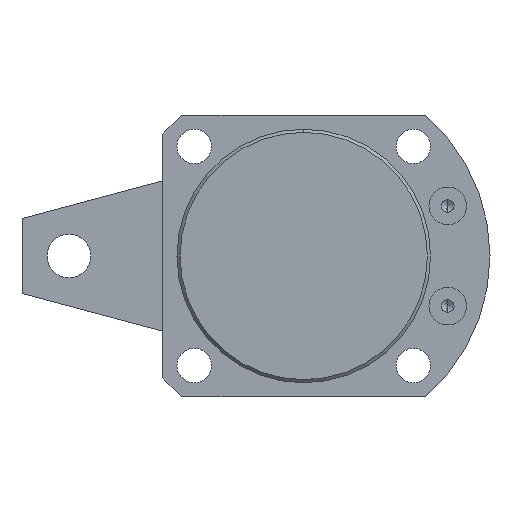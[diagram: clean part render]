
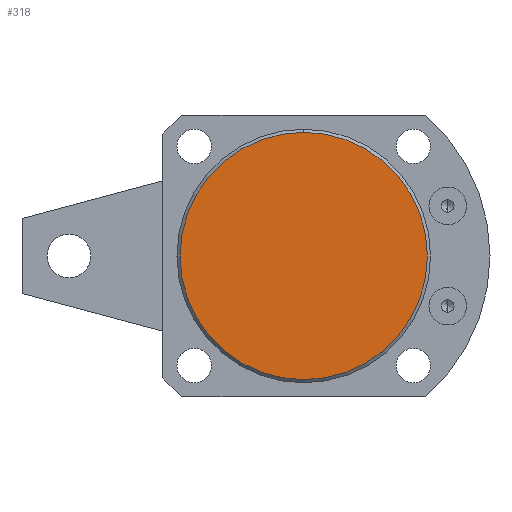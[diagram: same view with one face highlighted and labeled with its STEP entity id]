
A CAD part, front view. The second image highlights one B-rep face of the part: STEP entity #318.
In plain terms, the highlighted planar face has unit normal (0, -1, 0).
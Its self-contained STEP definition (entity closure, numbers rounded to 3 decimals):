
#129 = CARTESIAN_POINT ( 'NONE',  ( 0., -75., -39.5 ) ) ;
#254 = CARTESIAN_POINT ( 'NONE',  ( 0., -75., 39.5 ) ) ;
#318 = ADVANCED_FACE ( 'NONE', ( #2033 ), #2338, .F. ) ;
#402 = VERTEX_POINT ( 'NONE', #129 ) ;
#510 = VERTEX_POINT ( 'NONE', #254 ) ;
#667 = CARTESIAN_POINT ( 'NONE',  ( 0., -75., 0. ) ) ;
#753 = DIRECTION ( 'NONE',  ( 0., -1., 0. ) ) ;
#856 = DIRECTION ( 'NONE',  ( 0., 0., 1. ) ) ;
#973 = EDGE_CURVE ( 'NONE', #402, #510, #3187, .T. ) ;
#1129 = EDGE_CURVE ( 'NONE', #510, #402, #3399, .T. ) ;
#1214 = CARTESIAN_POINT ( 'NONE',  ( 0., -75., 0. ) ) ;
#1217 = DIRECTION ( 'NONE',  ( 0., -1., 0. ) ) ;
#1323 = DIRECTION ( 'NONE',  ( 0., 0., 1. ) ) ;
#1731 = AXIS2_PLACEMENT_3D ( 'NONE', #667, #753, #856 ) ;
#1809 = AXIS2_PLACEMENT_3D ( 'NONE', #1214, #1217, #1323 ) ;
#2018 = AXIS2_PLACEMENT_3D ( 'NONE', #2464, #2326, #2450 ) ;
#2033 = FACE_OUTER_BOUND ( 'NONE', #2148, .T. ) ;
#2148 = EDGE_LOOP ( 'NONE', ( #2704, #3047 ) ) ;
#2326 = DIRECTION ( 'NONE',  ( 0., 1., 0. ) ) ;
#2338 = PLANE ( 'NONE',  #2018 ) ;
#2450 = DIRECTION ( 'NONE',  ( 0., 0., 1. ) ) ;
#2464 = CARTESIAN_POINT ( 'NONE',  ( 0., -75., 0. ) ) ;
#2704 = ORIENTED_EDGE ( 'NONE', *, *, #1129, .T. ) ;
#3047 = ORIENTED_EDGE ( 'NONE', *, *, #973, .T. ) ;
#3187 = CIRCLE ( 'NONE', #1731, 39.5 ) ;
#3399 = CIRCLE ( 'NONE', #1809, 39.5 ) ;
